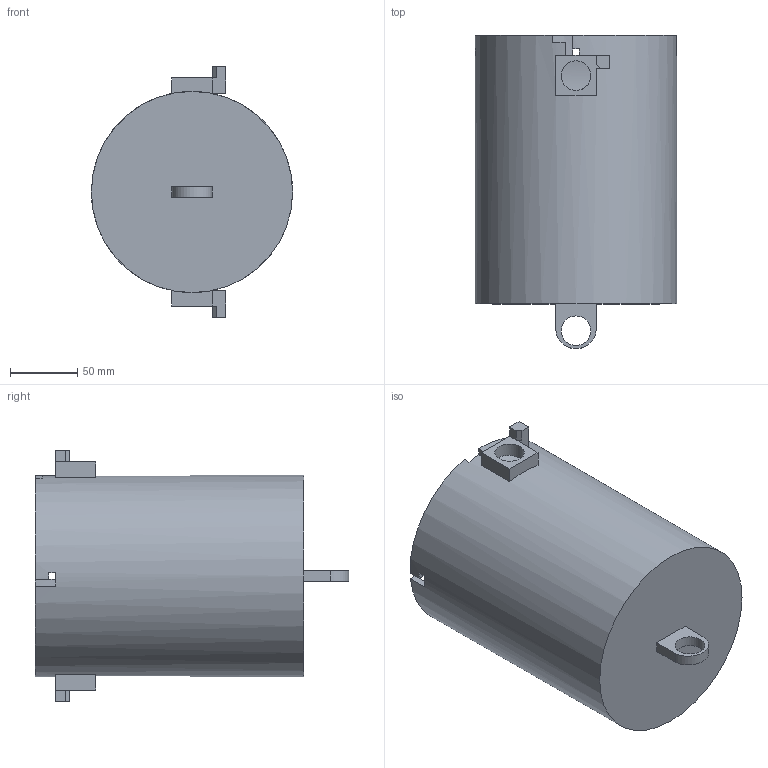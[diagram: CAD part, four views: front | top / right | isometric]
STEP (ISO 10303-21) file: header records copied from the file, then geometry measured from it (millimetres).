
FILE_DESCRIPTION(/* description */ (''),/* implementation_level */ '2;1');
FILE_NAME(/* name */ 'main_body.stp',/* time_stamp */ '2025-12-02T14:14:22-05:00',/* author */ ('Aidan'),/* organization */ (''),/* preprocessor_version */ 'ST-DEVELOPER v19.2',/* originating_system */ 'Autodesk Inventor 2024',/* authorisation */ '');
FILE_SCHEMA (('AUTOMOTIVE_DESIGN { 1 0 10303 214 3 1 1 }'));
Length unit declared in the file: millimetre
Products named in the file (1): main_body
Bounding box: 150 x 233.31 x 186.97 mm (x, y, z)
Volume: 549060.2 mm3; surface area: 222740.4 mm2
Topology: 1 solids, 1 shells, 64 faces, 175 edges, 116 vertices
Faces by surface type: plane 54, cylinder 10
Full cylindrical faces by diameter (mm): 22.1 x3, 140 x1, 150 x1
Entity records: 2138 total; most frequent: CARTESIAN_POINT 422, ORIENTED_EDGE 350, DIRECTION 349, EDGE_CURVE 175, LINE 127, VECTOR 127, VERTEX_POINT 116, AXIS2_PLACEMENT_3D 111
